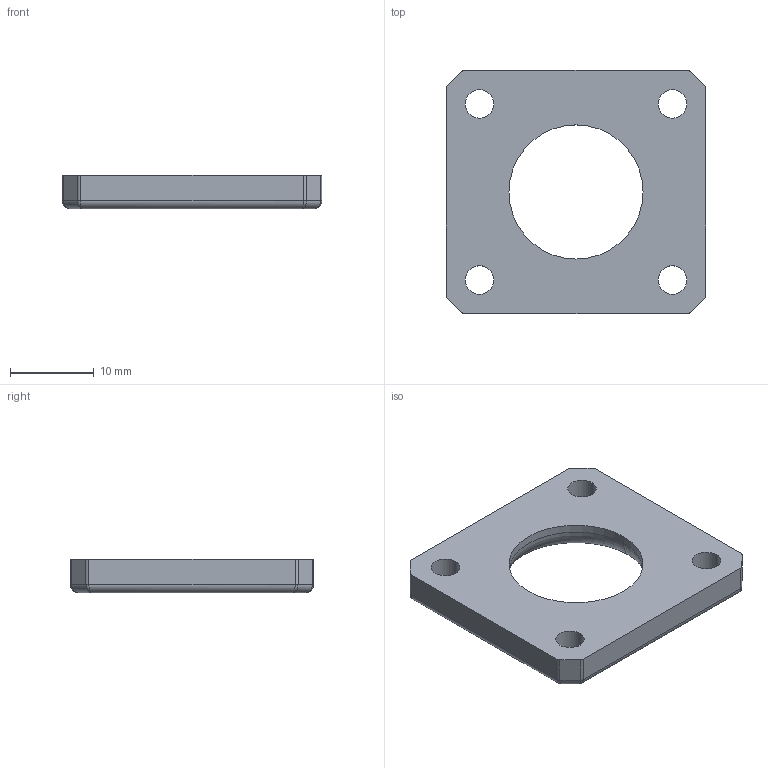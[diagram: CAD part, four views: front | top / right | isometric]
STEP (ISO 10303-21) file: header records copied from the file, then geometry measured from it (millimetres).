
FILE_DESCRIPTION (( 'STEP AP203' ), '1' );
FILE_NAME ('couvercle.STEP', '2015-11-29T19:38:16', ( '' ), ( '' ), 'SwSTEP 2.0', 'SolidWorks 2015', '' );
FILE_SCHEMA (( 'CONFIG_CONTROL_DESIGN' ));
Length unit declared in the file: millimetre
Products named in the file (1): couvercle
Bounding box: 31 x 29 x 4 mm (x, y, z)
Volume: 2468.9 mm3; surface area: 2012.4 mm2
Topology: 1 solids, 1 shells, 54 faces, 130 edges, 70 vertices
Faces by surface type: cylinder 26, plane 10, cone 8, bspline 8, torus 2
Entity records: 1731 total; most frequent: CARTESIAN_POINT 479, DIRECTION 248, ORIENTED_EDGE 244, EDGE_CURVE 122, AXIS2_PLACEMENT_3D 95, VERTEX_POINT 70, EDGE_LOOP 64, VECTOR 58
